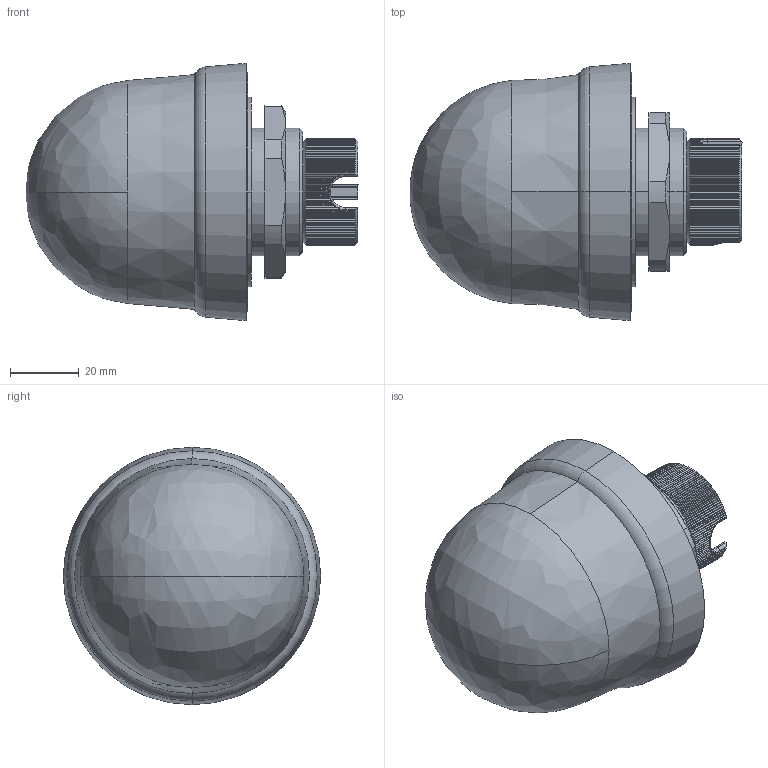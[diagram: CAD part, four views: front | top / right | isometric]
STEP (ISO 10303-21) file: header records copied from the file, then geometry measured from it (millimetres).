
FILE_DESCRIPTION (( 'STEP AP214' ), '1' );
FILE_NAME ('8WD5320-0CD_gelb.STEP', '2007-02-01T11:40:18', ( '' ), ( '' ), 'SwSTEP 2.0', 'SolidWorks 2007', '' );
FILE_SCHEMA (( 'AUTOMOTIVE_DESIGN' ));
Length unit declared in the file: millimetre
Products named in the file (1): 8WD5320-0CD_gelb
Bounding box: 96.38 x 74.7 x 74.7 mm (x, y, z)
Volume: 202599 mm3; surface area: 37864 mm2
Topology: 3 solids, 3 shells, 561 faces, 1619 edges, 1069 vertices
Faces by surface type: plane 432, cylinder 80, cone 30, bspline 11, torus 8
Entity records: 28896 total; most frequent: CARTESIAN_POINT 9966, ORIENTED_EDGE 3234, DIRECTION 2026, EDGE_CURVE 1617, VERTEX_POINT 1069, B_SPLINE_CURVE_WITH_KNOTS 781, VECTOR 748, LINE 748
